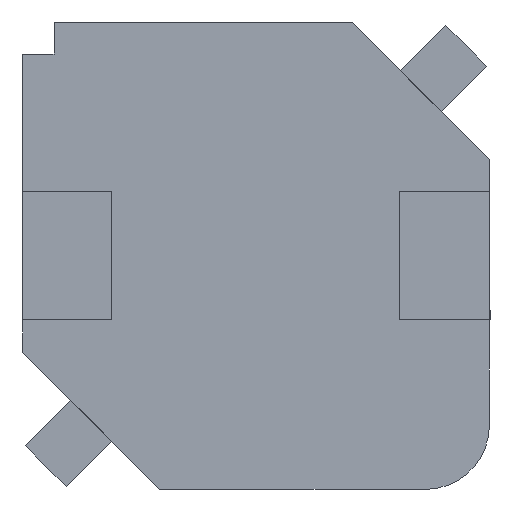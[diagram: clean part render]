
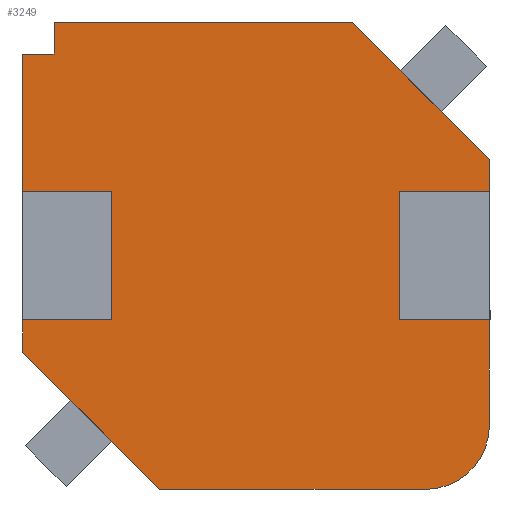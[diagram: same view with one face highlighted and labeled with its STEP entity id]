
A CAD part, front view. The second image highlights one B-rep face of the part: STEP entity #3249.
In plain terms, the highlighted planar face has unit normal (0, -1, 0).
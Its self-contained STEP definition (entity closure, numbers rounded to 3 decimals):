
#345 = CARTESIAN_POINT ( 'NONE',  ( 3.65, 0., -1. ) ) ;
#372 = CARTESIAN_POINT ( 'NONE',  ( -2.25, 0., 1. ) ) ;
#377 = CARTESIAN_POINT ( 'NONE',  ( 1.512, 0., 3.64 ) ) ;
#391 = CARTESIAN_POINT ( 'NONE',  ( 2.65, 0., -3.65 ) ) ;
#395 = CARTESIAN_POINT ( 'NONE',  ( -3.64, 0., -1.512 ) ) ;
#793 = PLANE ( 'NONE',  #3582 ) ;
#794 = CARTESIAN_POINT ( 'NONE',  ( 2.65, 0., -2.65 ) ) ;
#795 = DIRECTION ( 'NONE',  ( 0., -1., 0. ) ) ;
#796 = DIRECTION ( 'NONE',  ( 0., 0., -1. ) ) ;
#1017 = CARTESIAN_POINT ( 'NONE',  ( 3.65, 0., -2.65 ) ) ;
#1019 = CARTESIAN_POINT ( 'NONE',  ( -1.502, 0., -3.65 ) ) ;
#1020 = CARTESIAN_POINT ( 'NONE',  ( -3.64, 0., -1. ) ) ;
#1021 = CARTESIAN_POINT ( 'NONE',  ( -2.25, 0., -1. ) ) ;
#1022 = CARTESIAN_POINT ( 'NONE',  ( -3.64, 0., 1. ) ) ;
#1023 = CARTESIAN_POINT ( 'NONE',  ( -3.64, 0., 3.15 ) ) ;
#1024 = CARTESIAN_POINT ( 'NONE',  ( -3.15, 0., 3.15 ) ) ;
#1025 = CARTESIAN_POINT ( 'NONE',  ( -3.15, 0., 3.64 ) ) ;
#1026 = CARTESIAN_POINT ( 'NONE',  ( 3.65, 0., 1.502 ) ) ;
#1027 = CARTESIAN_POINT ( 'NONE',  ( 3.65, 0., 1. ) ) ;
#1029 = CARTESIAN_POINT ( 'NONE',  ( 2.25, 0., 1. ) ) ;
#1033 = CARTESIAN_POINT ( 'NONE',  ( 2.25, 0., -1. ) ) ;
#1206 = EDGE_CURVE ( 'NONE', #2481, #3387, #3172, .T. ) ;
#1207 = EDGE_CURVE ( 'NONE', #3415, #2481, #2643, .T. ) ;
#1209 = EDGE_CURVE ( 'NONE', #2485, #3415, #2641, .T. ) ;
#1211 = EDGE_CURVE ( 'NONE', #3416, #2485, #2639, .T. ) ;
#1213 = EDGE_CURVE ( 'NONE', #3417, #3416, #2637, .T. ) ;
#1215 = EDGE_CURVE ( 'NONE', #2462, #3417, #2635, .T. ) ;
#1217 = EDGE_CURVE ( 'NONE', #3418, #2462, #2633, .T. ) ;
#1220 = EDGE_CURVE ( 'NONE', #3419, #3418, #2630, .T. ) ;
#1221 = EDGE_CURVE ( 'NONE', #3420, #3419, #2629, .T. ) ;
#1223 = EDGE_CURVE ( 'NONE', #3421, #3420, #2627, .T. ) ;
#1225 = EDGE_CURVE ( 'NONE', #2467, #3421, #2625, .T. ) ;
#1227 = EDGE_CURVE ( 'NONE', #3422, #2467, #2623, .T. ) ;
#1229 = EDGE_CURVE ( 'NONE', #3423, #3422, #2621, .T. ) ;
#1231 = EDGE_CURVE ( 'NONE', #3425, #3423, #2619, .T. ) ;
#1233 = EDGE_CURVE ( 'NONE', #3429, #3425, #2617, .T. ) ;
#1235 = EDGE_CURVE ( 'NONE', #2435, #3429, #2615, .T. ) ;
#1238 = EDGE_CURVE ( 'NONE', #3387, #2435, #2612, .T. ) ;
#1594 = DIRECTION ( 'NONE',  ( 0., 0., 1. ) ) ;
#1595 = CARTESIAN_POINT ( 'NONE',  ( 3.65, 0., -2.65 ) ) ;
#1606 = DIRECTION ( 'NONE',  ( -1., 0., 0. ) ) ;
#1607 = CARTESIAN_POINT ( 'NONE',  ( 2.65, 0., -1. ) ) ;
#1610 = DIRECTION ( 'NONE',  ( 0., 0., 1. ) ) ;
#1611 = CARTESIAN_POINT ( 'NONE',  ( 2.25, 0., -2.65 ) ) ;
#1682 = DIRECTION ( 'NONE',  ( 1., 0., 0. ) ) ;
#1683 = CARTESIAN_POINT ( 'NONE',  ( 2.65, 0., 1. ) ) ;
#1686 = DIRECTION ( 'NONE',  ( 0., 0., 1. ) ) ;
#1687 = CARTESIAN_POINT ( 'NONE',  ( 3.65, 0., -2.65 ) ) ;
#1690 = DIRECTION ( 'NONE',  ( -0.707, 0., 0.707 ) ) ;
#1691 = CARTESIAN_POINT ( 'NONE',  ( 3.65, 0., 1.502 ) ) ;
#1696 = DIRECTION ( 'NONE',  ( -1., 0., 0. ) ) ;
#1697 = CARTESIAN_POINT ( 'NONE',  ( 2.65, 0., 3.64 ) ) ;
#1700 = DIRECTION ( 'NONE',  ( 0., 0., -1. ) ) ;
#1701 = CARTESIAN_POINT ( 'NONE',  ( -3.15, 0., -2.65 ) ) ;
#1705 = DIRECTION ( 'NONE',  ( -1., 0., 0. ) ) ;
#1706 = CARTESIAN_POINT ( 'NONE',  ( 2.65, 0., 3.15 ) ) ;
#1707 = DIRECTION ( 'NONE',  ( 0., 0., -1. ) ) ;
#1708 = CARTESIAN_POINT ( 'NONE',  ( -3.64, 0., -2.65 ) ) ;
#1713 = DIRECTION ( 'NONE',  ( 1., 0., 0. ) ) ;
#1714 = CARTESIAN_POINT ( 'NONE',  ( 2.65, 0., 1. ) ) ;
#1717 = DIRECTION ( 'NONE',  ( 0., 0., -1. ) ) ;
#1718 = CARTESIAN_POINT ( 'NONE',  ( -2.25, 0., -2.65 ) ) ;
#1721 = DIRECTION ( 'NONE',  ( -1., 0., 0. ) ) ;
#1722 = CARTESIAN_POINT ( 'NONE',  ( 2.65, 0., -1. ) ) ;
#1725 = DIRECTION ( 'NONE',  ( 0., 0., -1. ) ) ;
#1726 = CARTESIAN_POINT ( 'NONE',  ( -3.64, 0., -2.65 ) ) ;
#1729 = DIRECTION ( 'NONE',  ( 0.707, 0., -0.707 ) ) ;
#1730 = CARTESIAN_POINT ( 'NONE',  ( -3.64, 0., -1.512 ) ) ;
#1733 = DIRECTION ( 'NONE',  ( 1., 0., 0. ) ) ;
#1734 = CARTESIAN_POINT ( 'NONE',  ( 2.65, 0., -3.65 ) ) ;
#1735 = DIRECTION ( 'NONE',  ( 0., 0., -1. ) ) ;
#1736 = DIRECTION ( 'NONE',  ( 0., -1., 0. ) ) ;
#1737 = CARTESIAN_POINT ( 'NONE',  ( 2.65, 0., -2.65 ) ) ;
#2137 = FACE_OUTER_BOUND ( 'NONE', #2807, .T. ) ;
#2435 = VERTEX_POINT ( 'NONE', #345 ) ;
#2462 = VERTEX_POINT ( 'NONE', #372 ) ;
#2467 = VERTEX_POINT ( 'NONE', #377 ) ;
#2481 = VERTEX_POINT ( 'NONE', #391 ) ;
#2485 = VERTEX_POINT ( 'NONE', #395 ) ;
#2612 = LINE ( 'NONE', #1595, #3114 ) ;
#2615 = LINE ( 'NONE', #1607, #3121 ) ;
#2617 = LINE ( 'NONE', #1611, #3126 ) ;
#2619 = LINE ( 'NONE', #1683, #3131 ) ;
#2621 = LINE ( 'NONE', #1687, #3135 ) ;
#2623 = LINE ( 'NONE', #1691, #3075 ) ;
#2625 = LINE ( 'NONE', #1697, #3079 ) ;
#2627 = LINE ( 'NONE', #1701, #3192 ) ;
#2629 = LINE ( 'NONE', #1706, #3140 ) ;
#2630 = LINE ( 'NONE', #1708, #3141 ) ;
#2633 = LINE ( 'NONE', #1714, #3150 ) ;
#2635 = LINE ( 'NONE', #1718, #3155 ) ;
#2637 = LINE ( 'NONE', #1722, #3158 ) ;
#2639 = LINE ( 'NONE', #1726, #3161 ) ;
#2641 = LINE ( 'NONE', #1730, #3163 ) ;
#2643 = LINE ( 'NONE', #1734, #3165 ) ;
#2807 = EDGE_LOOP ( 'NONE', ( #3031, #3030, #3029, #3033, #3028, #3027, #3026, #3025, #3024, #3023, #3022, #3021, #3020, #3019, #3018, #3017, #3016 ) ) ;
#3016 = ORIENTED_EDGE ( 'NONE', *, *, #1209, .T. ) ;
#3017 = ORIENTED_EDGE ( 'NONE', *, *, #1211, .T. ) ;
#3018 = ORIENTED_EDGE ( 'NONE', *, *, #1213, .T. ) ;
#3019 = ORIENTED_EDGE ( 'NONE', *, *, #1215, .T. ) ;
#3020 = ORIENTED_EDGE ( 'NONE', *, *, #1217, .T. ) ;
#3021 = ORIENTED_EDGE ( 'NONE', *, *, #1220, .T. ) ;
#3022 = ORIENTED_EDGE ( 'NONE', *, *, #1221, .T. ) ;
#3023 = ORIENTED_EDGE ( 'NONE', *, *, #1223, .T. ) ;
#3024 = ORIENTED_EDGE ( 'NONE', *, *, #1225, .T. ) ;
#3025 = ORIENTED_EDGE ( 'NONE', *, *, #1227, .T. ) ;
#3026 = ORIENTED_EDGE ( 'NONE', *, *, #1229, .T. ) ;
#3027 = ORIENTED_EDGE ( 'NONE', *, *, #1231, .T. ) ;
#3028 = ORIENTED_EDGE ( 'NONE', *, *, #1233, .T. ) ;
#3029 = ORIENTED_EDGE ( 'NONE', *, *, #1238, .T. ) ;
#3030 = ORIENTED_EDGE ( 'NONE', *, *, #1206, .T. ) ;
#3031 = ORIENTED_EDGE ( 'NONE', *, *, #1207, .T. ) ;
#3033 = ORIENTED_EDGE ( 'NONE', *, *, #1235, .T. ) ;
#3075 = VECTOR ( 'NONE', #1690, 1000. ) ;
#3079 = VECTOR ( 'NONE', #1696, 1000. ) ;
#3114 = VECTOR ( 'NONE', #1594, 1000. ) ;
#3121 = VECTOR ( 'NONE', #1606, 1000. ) ;
#3126 = VECTOR ( 'NONE', #1610, 1000. ) ;
#3131 = VECTOR ( 'NONE', #1682, 1000. ) ;
#3135 = VECTOR ( 'NONE', #1686, 1000. ) ;
#3140 = VECTOR ( 'NONE', #1705, 1000. ) ;
#3141 = VECTOR ( 'NONE', #1707, 1000. ) ;
#3150 = VECTOR ( 'NONE', #1713, 1000. ) ;
#3155 = VECTOR ( 'NONE', #1717, 1000. ) ;
#3158 = VECTOR ( 'NONE', #1721, 1000. ) ;
#3161 = VECTOR ( 'NONE', #1725, 1000. ) ;
#3163 = VECTOR ( 'NONE', #1729, 1000. ) ;
#3165 = VECTOR ( 'NONE', #1733, 1000. ) ;
#3166 = AXIS2_PLACEMENT_3D ( 'NONE', #1737, #1736, #1735 ) ;
#3172 = CIRCLE ( 'NONE', #3166, 1. ) ;
#3192 = VECTOR ( 'NONE', #1700, 1000. ) ;
#3249 = ADVANCED_FACE ( 'NONE', ( #2137 ), #793, .T. ) ;
#3387 = VERTEX_POINT ( 'NONE', #1017 ) ;
#3415 = VERTEX_POINT ( 'NONE', #1019 ) ;
#3416 = VERTEX_POINT ( 'NONE', #1020 ) ;
#3417 = VERTEX_POINT ( 'NONE', #1021 ) ;
#3418 = VERTEX_POINT ( 'NONE', #1022 ) ;
#3419 = VERTEX_POINT ( 'NONE', #1023 ) ;
#3420 = VERTEX_POINT ( 'NONE', #1024 ) ;
#3421 = VERTEX_POINT ( 'NONE', #1025 ) ;
#3422 = VERTEX_POINT ( 'NONE', #1026 ) ;
#3423 = VERTEX_POINT ( 'NONE', #1027 ) ;
#3425 = VERTEX_POINT ( 'NONE', #1029 ) ;
#3429 = VERTEX_POINT ( 'NONE', #1033 ) ;
#3582 = AXIS2_PLACEMENT_3D ( 'NONE', #794, #795, #796 ) ;
